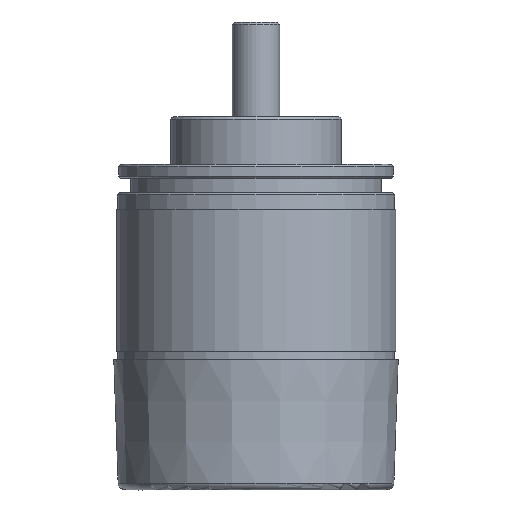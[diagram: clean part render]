
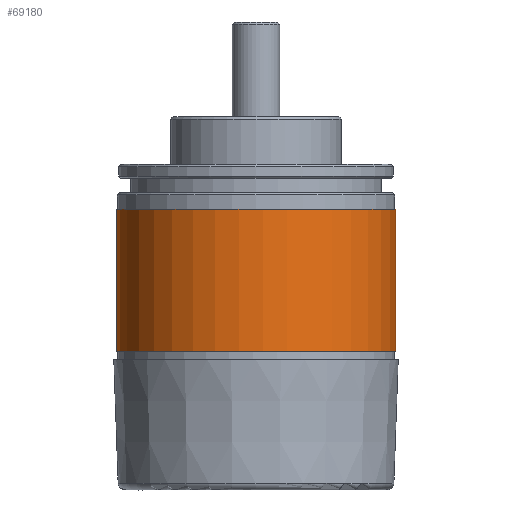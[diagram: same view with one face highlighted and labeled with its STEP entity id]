
A CAD part, front view. The second image highlights one B-rep face of the part: STEP entity #69180.
In plain terms, the highlighted cylindrical face has radius 29.5 mm (diameter 59 mm), a partial arc.
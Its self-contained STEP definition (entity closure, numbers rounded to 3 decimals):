
#3147 = VERTEX_POINT ( 'NONE', #23109 ) ;
#3977 = CARTESIAN_POINT ( 'NONE',  ( 29.459, 1.554, -39.5 ) ) ;
#6728 = CARTESIAN_POINT ( 'NONE',  ( 0., 0., -9.5 ) ) ;
#8584 = EDGE_CURVE ( 'NONE', #35518, #56526, #40938, .T. ) ;
#10654 = DIRECTION ( 'NONE',  ( -0.999, -0.053, 0. ) ) ;
#11743 = ORIENTED_EDGE ( 'NONE', *, *, #74678, .T. ) ;
#12662 = VERTEX_POINT ( 'NONE', #39814 ) ;
#12938 = DIRECTION ( 'NONE',  ( -0.999, -0.053, 0. ) ) ;
#13403 = CARTESIAN_POINT ( 'NONE',  ( 29.459, 1.554, -39.5 ) ) ;
#14293 = CARTESIAN_POINT ( 'NONE',  ( 0., 0., -39.5 ) ) ;
#19400 = VECTOR ( 'NONE', #61199, 1000. ) ;
#23109 = CARTESIAN_POINT ( 'NONE',  ( -29.459, -1.554, -9.5 ) ) ;
#25755 = LINE ( 'NONE', #13403, #55742 ) ;
#26545 = ORIENTED_EDGE ( 'NONE', *, *, #75198, .F. ) ;
#27041 = DIRECTION ( 'NONE',  ( 0., 0., 1. ) ) ;
#34073 = DIRECTION ( 'NONE',  ( 0., 0., -1. ) ) ;
#35518 = VERTEX_POINT ( 'NONE', #3977 ) ;
#36227 = DIRECTION ( 'NONE',  ( 0., 0., -1. ) ) ;
#36841 = CARTESIAN_POINT ( 'NONE',  ( -29.459, -1.554, -39.5 ) ) ;
#39814 = CARTESIAN_POINT ( 'NONE',  ( 29.459, 1.554, -9.5 ) ) ;
#40319 = AXIS2_PLACEMENT_3D ( 'NONE', #6728, #34073, #12938 ) ;
#40543 = ORIENTED_EDGE ( 'NONE', *, *, #8584, .F. ) ;
#40870 = LINE ( 'NONE', #67828, #19400 ) ;
#40938 = CIRCLE ( 'NONE', #42321, 29.5 ) ;
#41594 = DIRECTION ( 'NONE',  ( 0.999, 0.053, 0. ) ) ;
#42040 = FACE_OUTER_BOUND ( 'NONE', #64616, .T. ) ;
#42321 = AXIS2_PLACEMENT_3D ( 'NONE', #82984, #36227, #10654 ) ;
#47697 = AXIS2_PLACEMENT_3D ( 'NONE', #14293, #75170, #41594 ) ;
#52654 = EDGE_CURVE ( 'NONE', #35518, #12662, #25755, .T. ) ;
#55742 = VECTOR ( 'NONE', #27041, 1000. ) ;
#56190 = CYLINDRICAL_SURFACE ( 'NONE', #47697, 29.5 ) ;
#56526 = VERTEX_POINT ( 'NONE', #36841 ) ;
#61199 = DIRECTION ( 'NONE',  ( 0., 0., 1. ) ) ;
#64616 = EDGE_LOOP ( 'NONE', ( #26545, #40543, #74686, #11743 ) ) ;
#67828 = CARTESIAN_POINT ( 'NONE',  ( -29.459, -1.554, -39.5 ) ) ;
#69180 = ADVANCED_FACE ( 'NONE', ( #42040 ), #56190, .T. ) ;
#74678 = EDGE_CURVE ( 'NONE', #12662, #3147, #86802, .T. ) ;
#74686 = ORIENTED_EDGE ( 'NONE', *, *, #52654, .T. ) ;
#75170 = DIRECTION ( 'NONE',  ( 0., 0., 1. ) ) ;
#75198 = EDGE_CURVE ( 'NONE', #56526, #3147, #40870, .T. ) ;
#82984 = CARTESIAN_POINT ( 'NONE',  ( 0., 0., -39.5 ) ) ;
#86802 = CIRCLE ( 'NONE', #40319, 29.5 ) ;
